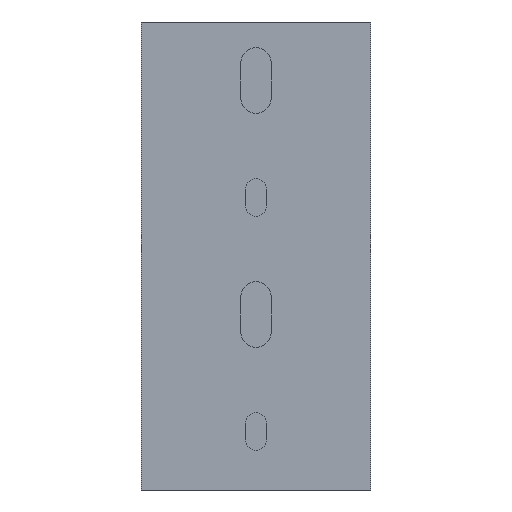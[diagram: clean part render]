
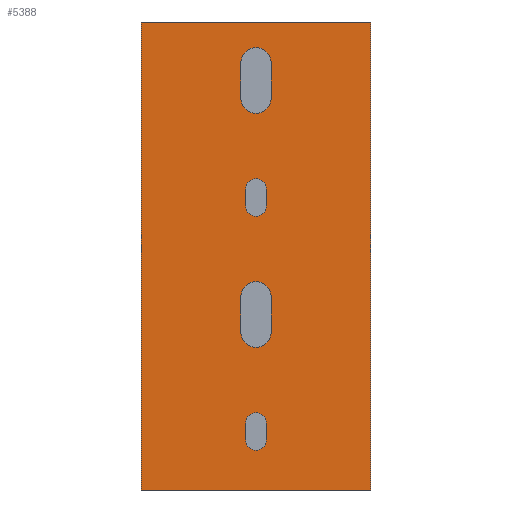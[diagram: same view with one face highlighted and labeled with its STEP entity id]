
A CAD part, front view. The second image highlights one B-rep face of the part: STEP entity #5388.
In plain terms, the highlighted planar face has unit normal (0, -1, 0).
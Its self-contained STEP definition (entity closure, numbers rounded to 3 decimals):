
#1428=DIRECTION('',(0.,0.,1.));
#1429=VECTOR('',#1428,100.);
#1430=CARTESIAN_POINT('',(24.5,0.,0.));
#1431=LINE('',#1430,#1429);
#1468=DIRECTION('',(-1.,0.,0.));
#1469=VECTOR('',#1468,49.);
#1470=CARTESIAN_POINT('',(24.5,0.,0.));
#1471=LINE('',#1470,#1469);
#1472=DIRECTION('',(0.,0.,1.));
#1473=VECTOR('',#1472,100.);
#1474=CARTESIAN_POINT('',(-24.5,0.,0.));
#1475=LINE('',#1474,#1473);
#1476=CARTESIAN_POINT('',(0.,0.,91.25));
#1477=DIRECTION('',(0.,1.,0.));
#1478=DIRECTION('',(-1.,0.,0.));
#1479=AXIS2_PLACEMENT_3D('',#1476,#1477,#1478);
#1481=DIRECTION('',(0.,0.,1.));
#1482=VECTOR('',#1481,7.5);
#1483=CARTESIAN_POINT('',(-3.25,0.,83.75));
#1484=LINE('',#1483,#1482);
#1485=CARTESIAN_POINT('',(0.,0.,83.75));
#1486=DIRECTION('',(0.,1.,0.));
#1487=DIRECTION('',(1.,0.,0.));
#1488=AXIS2_PLACEMENT_3D('',#1485,#1486,#1487);
#1490=DIRECTION('',(0.,0.,-1.));
#1491=VECTOR('',#1490,7.5);
#1492=CARTESIAN_POINT('',(3.25,0.,91.25));
#1493=LINE('',#1492,#1491);
#1494=CARTESIAN_POINT('',(0.,0.,64.25));
#1495=DIRECTION('',(0.,1.,0.));
#1496=DIRECTION('',(-1.,0.,0.));
#1497=AXIS2_PLACEMENT_3D('',#1494,#1495,#1496);
#1499=DIRECTION('',(0.,0.,1.));
#1500=VECTOR('',#1499,3.5);
#1501=CARTESIAN_POINT('',(-2.25,0.,60.75));
#1502=LINE('',#1501,#1500);
#1503=CARTESIAN_POINT('',(0.,0.,60.75));
#1504=DIRECTION('',(0.,1.,0.));
#1505=DIRECTION('',(1.,0.,0.));
#1506=AXIS2_PLACEMENT_3D('',#1503,#1504,#1505);
#1508=DIRECTION('',(0.,0.,-1.));
#1509=VECTOR('',#1508,3.5);
#1510=CARTESIAN_POINT('',(2.25,0.,64.25));
#1511=LINE('',#1510,#1509);
#1512=CARTESIAN_POINT('',(0.,0.,41.25));
#1513=DIRECTION('',(0.,1.,0.));
#1514=DIRECTION('',(-1.,0.,0.));
#1515=AXIS2_PLACEMENT_3D('',#1512,#1513,#1514);
#1517=DIRECTION('',(0.,0.,1.));
#1518=VECTOR('',#1517,7.5);
#1519=CARTESIAN_POINT('',(-3.25,0.,33.75));
#1520=LINE('',#1519,#1518);
#1521=CARTESIAN_POINT('',(0.,0.,33.75));
#1522=DIRECTION('',(0.,1.,0.));
#1523=DIRECTION('',(1.,0.,0.));
#1524=AXIS2_PLACEMENT_3D('',#1521,#1522,#1523);
#1526=DIRECTION('',(0.,0.,-1.));
#1527=VECTOR('',#1526,7.5);
#1528=CARTESIAN_POINT('',(3.25,0.,41.25));
#1529=LINE('',#1528,#1527);
#1530=CARTESIAN_POINT('',(0.,0.,14.25));
#1531=DIRECTION('',(0.,1.,0.));
#1532=DIRECTION('',(-1.,0.,0.));
#1533=AXIS2_PLACEMENT_3D('',#1530,#1531,#1532);
#1535=DIRECTION('',(0.,0.,1.));
#1536=VECTOR('',#1535,3.5);
#1537=CARTESIAN_POINT('',(-2.25,0.,10.75));
#1538=LINE('',#1537,#1536);
#1539=CARTESIAN_POINT('',(0.,0.,10.75));
#1540=DIRECTION('',(0.,1.,0.));
#1541=DIRECTION('',(1.,0.,0.));
#1542=AXIS2_PLACEMENT_3D('',#1539,#1540,#1541);
#1544=DIRECTION('',(0.,0.,-1.));
#1545=VECTOR('',#1544,3.5);
#1546=CARTESIAN_POINT('',(2.25,0.,14.25));
#1547=LINE('',#1546,#1545);
#1548=DIRECTION('',(-1.,0.,0.));
#1549=VECTOR('',#1548,49.);
#1550=CARTESIAN_POINT('',(24.5,0.,100.));
#1551=LINE('',#1550,#1549);
#2462=CARTESIAN_POINT('',(-3.25,0.,91.25));
#2463=CARTESIAN_POINT('',(3.25,0.,91.25));
#2464=VERTEX_POINT('',#2462);
#2465=VERTEX_POINT('',#2463);
#2466=CARTESIAN_POINT('',(3.25,0.,83.75));
#2467=VERTEX_POINT('',#2466);
#2468=CARTESIAN_POINT('',(-3.25,0.,83.75));
#2469=VERTEX_POINT('',#2468);
#2470=CARTESIAN_POINT('',(-2.25,0.,64.25));
#2471=CARTESIAN_POINT('',(2.25,0.,64.25));
#2472=VERTEX_POINT('',#2470);
#2473=VERTEX_POINT('',#2471);
#2474=CARTESIAN_POINT('',(2.25,0.,60.75));
#2475=VERTEX_POINT('',#2474);
#2476=CARTESIAN_POINT('',(-2.25,0.,60.75));
#2477=VERTEX_POINT('',#2476);
#2494=CARTESIAN_POINT('',(-3.25,0.,41.25));
#2495=CARTESIAN_POINT('',(3.25,0.,41.25));
#2496=VERTEX_POINT('',#2494);
#2497=VERTEX_POINT('',#2495);
#2498=CARTESIAN_POINT('',(3.25,0.,33.75));
#2499=VERTEX_POINT('',#2498);
#2500=CARTESIAN_POINT('',(-3.25,0.,33.75));
#2501=VERTEX_POINT('',#2500);
#2502=CARTESIAN_POINT('',(-2.25,0.,14.25));
#2503=CARTESIAN_POINT('',(2.25,0.,14.25));
#2504=VERTEX_POINT('',#2502);
#2505=VERTEX_POINT('',#2503);
#2506=CARTESIAN_POINT('',(2.25,0.,10.75));
#2507=VERTEX_POINT('',#2506);
#2508=CARTESIAN_POINT('',(-2.25,0.,10.75));
#2509=VERTEX_POINT('',#2508);
#2654=CARTESIAN_POINT('',(-24.5,0.,0.));
#2655=CARTESIAN_POINT('',(-24.5,0.,100.));
#2656=VERTEX_POINT('',#2654);
#2657=VERTEX_POINT('',#2655);
#2662=CARTESIAN_POINT('',(24.5,0.,0.));
#2663=CARTESIAN_POINT('',(24.5,0.,100.));
#2664=VERTEX_POINT('',#2662);
#2665=VERTEX_POINT('',#2663);
#5336=CARTESIAN_POINT('',(-23.5,0.,0.));
#5337=DIRECTION('',(0.,-1.,0.));
#5338=DIRECTION('',(1.,0.,0.));
#5339=AXIS2_PLACEMENT_3D('',#5336,#5337,#5338);
#5340=PLANE('',#5339);
#5342=ORIENTED_EDGE('',*,*,#5341,.F.);
#5343=ORIENTED_EDGE('',*,*,#5283,.F.);
#5344=ORIENTED_EDGE('',*,*,#3195,.T.);
#5345=ORIENTED_EDGE('',*,*,#4293,.T.);
#5346=EDGE_LOOP('',(#5342,#5343,#5344,#5345));
#5347=FACE_OUTER_BOUND('',#5346,.F.);
#5349=ORIENTED_EDGE('',*,*,#5348,.F.);
#5351=ORIENTED_EDGE('',*,*,#5350,.F.);
#5353=ORIENTED_EDGE('',*,*,#5352,.F.);
#5355=ORIENTED_EDGE('',*,*,#5354,.F.);
#5356=EDGE_LOOP('',(#5349,#5351,#5353,#5355));
#5357=FACE_BOUND('',#5356,.F.);
#5359=ORIENTED_EDGE('',*,*,#5358,.F.);
#5361=ORIENTED_EDGE('',*,*,#5360,.F.);
#5363=ORIENTED_EDGE('',*,*,#5362,.F.);
#5365=ORIENTED_EDGE('',*,*,#5364,.F.);
#5366=EDGE_LOOP('',(#5359,#5361,#5363,#5365));
#5367=FACE_BOUND('',#5366,.F.);
#5369=ORIENTED_EDGE('',*,*,#5368,.F.);
#5371=ORIENTED_EDGE('',*,*,#5370,.F.);
#5373=ORIENTED_EDGE('',*,*,#5372,.F.);
#5375=ORIENTED_EDGE('',*,*,#5374,.F.);
#5376=EDGE_LOOP('',(#5369,#5371,#5373,#5375));
#5377=FACE_BOUND('',#5376,.F.);
#5379=ORIENTED_EDGE('',*,*,#5378,.F.);
#5381=ORIENTED_EDGE('',*,*,#5380,.F.);
#5383=ORIENTED_EDGE('',*,*,#5382,.F.);
#5385=ORIENTED_EDGE('',*,*,#5384,.F.);
#5386=EDGE_LOOP('',(#5379,#5381,#5383,#5385));
#5387=FACE_BOUND('',#5386,.F.);
#1480=CIRCLE('',#1479,3.25);
#1489=CIRCLE('',#1488,3.25);
#1498=CIRCLE('',#1497,2.25);
#1507=CIRCLE('',#1506,2.25);
#1516=CIRCLE('',#1515,3.25);
#1525=CIRCLE('',#1524,3.25);
#1534=CIRCLE('',#1533,2.25);
#1543=CIRCLE('',#1542,2.25);
#3195=EDGE_CURVE('',#2664,#2656,#1471,.T.);
#4293=EDGE_CURVE('',#2656,#2657,#1475,.T.);
#5283=EDGE_CURVE('',#2664,#2665,#1431,.T.);
#5341=EDGE_CURVE('',#2665,#2657,#1551,.T.);
#5348=EDGE_CURVE('',#2464,#2465,#1480,.T.);
#5350=EDGE_CURVE('',#2469,#2464,#1484,.T.);
#5352=EDGE_CURVE('',#2467,#2469,#1489,.T.);
#5354=EDGE_CURVE('',#2465,#2467,#1493,.T.);
#5358=EDGE_CURVE('',#2472,#2473,#1498,.T.);
#5360=EDGE_CURVE('',#2477,#2472,#1502,.T.);
#5362=EDGE_CURVE('',#2475,#2477,#1507,.T.);
#5364=EDGE_CURVE('',#2473,#2475,#1511,.T.);
#5368=EDGE_CURVE('',#2496,#2497,#1516,.T.);
#5370=EDGE_CURVE('',#2501,#2496,#1520,.T.);
#5372=EDGE_CURVE('',#2499,#2501,#1525,.T.);
#5374=EDGE_CURVE('',#2497,#2499,#1529,.T.);
#5378=EDGE_CURVE('',#2504,#2505,#1534,.T.);
#5380=EDGE_CURVE('',#2509,#2504,#1538,.T.);
#5382=EDGE_CURVE('',#2507,#2509,#1543,.T.);
#5384=EDGE_CURVE('',#2505,#2507,#1547,.T.);
#5388=ADVANCED_FACE('',(#5347,#5357,#5367,#5377,#5387),#5340,.T.);
